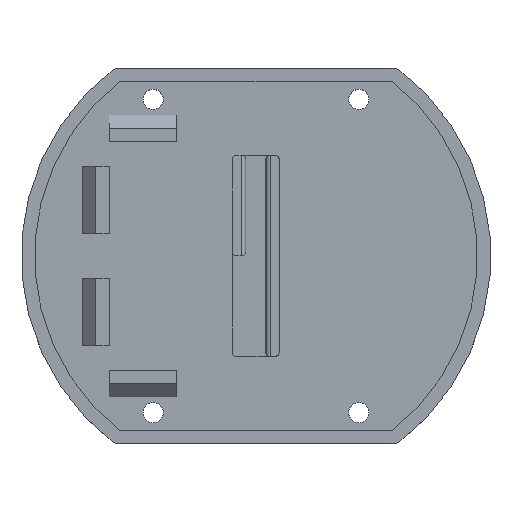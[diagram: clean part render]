
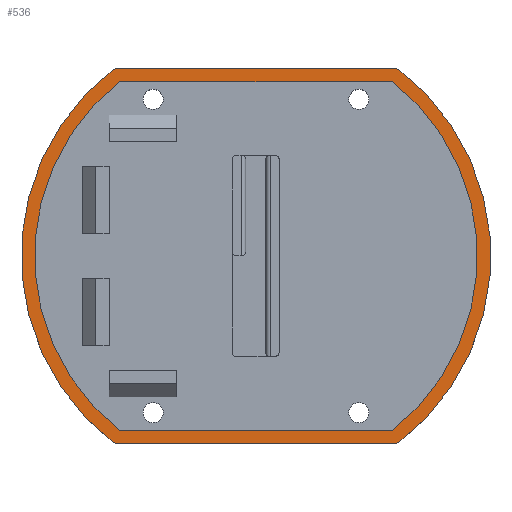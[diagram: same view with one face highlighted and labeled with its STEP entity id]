
A CAD part, top view. The second image highlights one B-rep face of the part: STEP entity #536.
In plain terms, the highlighted face is planar.
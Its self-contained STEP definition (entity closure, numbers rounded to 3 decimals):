
#2 = CARTESIAN_POINT ( 'NONE',  ( 31.5, 6., -42. ) ) ;
#25 = VERTEX_POINT ( 'NONE', #1630 ) ;
#99 = VERTEX_POINT ( 'NONE', #658 ) ;
#137 = DIRECTION ( 'NONE',  ( -1., 0., 0. ) ) ;
#141 = VECTOR ( 'NONE', #1773, 1000. ) ;
#142 = AXIS2_PLACEMENT_3D ( 'NONE', #631, #1686, #749 ) ;
#148 = VERTEX_POINT ( 'NONE', #506 ) ;
#187 = VECTOR ( 'NONE', #1119, 1000. ) ;
#245 = VECTOR ( 'NONE', #137, 1000. ) ;
#273 = ORIENTED_EDGE ( 'NONE', *, *, #1766, .T. ) ;
#281 = DIRECTION ( 'NONE',  ( 0., 1., 0. ) ) ;
#375 = DIRECTION ( 'NONE',  ( -1., 0., 0. ) ) ;
#386 = EDGE_LOOP ( 'NONE', ( #827, #1594, #1374, #1735 ) ) ;
#453 = DIRECTION ( 'NONE',  ( 0., 0., 1. ) ) ;
#462 = CARTESIAN_POINT ( 'NONE',  ( -31.5, 6., 42. ) ) ;
#506 = CARTESIAN_POINT ( 'NONE',  ( 30.484, 6., 39. ) ) ;
#536 = ADVANCED_FACE ( 'NONE', ( #1062, #1835 ), #1807, .T. ) ;
#541 = CIRCLE ( 'NONE', #1549, 49.5 ) ;
#582 = LINE ( 'NONE', #1134, #1330 ) ;
#583 = ORIENTED_EDGE ( 'NONE', *, *, #1675, .T. ) ;
#593 = VERTEX_POINT ( 'NONE', #1099 ) ;
#631 = CARTESIAN_POINT ( 'NONE',  ( 0., 6., 0. ) ) ;
#658 = CARTESIAN_POINT ( 'NONE',  ( -31.5, 6., -42. ) ) ;
#662 = VERTEX_POINT ( 'NONE', #1163 ) ;
#749 = DIRECTION ( 'NONE',  ( 0., 0., 1. ) ) ;
#801 = CIRCLE ( 'NONE', #1116, 52.5 ) ;
#827 = ORIENTED_EDGE ( 'NONE', *, *, #1786, .F. ) ;
#833 = ORIENTED_EDGE ( 'NONE', *, *, #1254, .T. ) ;
#861 = EDGE_LOOP ( 'NONE', ( #583, #273, #1697, #833 ) ) ;
#978 = CIRCLE ( 'NONE', #1747, 49.5 ) ;
#982 = LINE ( 'NONE', #2, #245 ) ;
#1032 = CARTESIAN_POINT ( 'NONE',  ( 0., 6., 0. ) ) ;
#1062 = FACE_OUTER_BOUND ( 'NONE', #861, .T. ) ;
#1067 = DIRECTION ( 'NONE',  ( 0., 0., 1. ) ) ;
#1073 = AXIS2_PLACEMENT_3D ( 'NONE', #1344, #1656, #1067 ) ;
#1087 = VERTEX_POINT ( 'NONE', #1564 ) ;
#1099 = CARTESIAN_POINT ( 'NONE',  ( 31.5, 6., 42. ) ) ;
#1116 = AXIS2_PLACEMENT_3D ( 'NONE', #1253, #1615, #453 ) ;
#1119 = DIRECTION ( 'NONE',  ( 1., 0., 0. ) ) ;
#1121 = DIRECTION ( 'NONE',  ( 0., 0., 1. ) ) ;
#1134 = CARTESIAN_POINT ( 'NONE',  ( 30.484, 6., -39. ) ) ;
#1163 = CARTESIAN_POINT ( 'NONE',  ( -30.484, 6., 39. ) ) ;
#1253 = CARTESIAN_POINT ( 'NONE',  ( 0., 6., 0. ) ) ;
#1254 = EDGE_CURVE ( 'NONE', #1087, #99, #982, .T. ) ;
#1273 = EDGE_CURVE ( 'NONE', #593, #1087, #1284, .T. ) ;
#1284 = CIRCLE ( 'NONE', #1073, 52.5 ) ;
#1330 = VECTOR ( 'NONE', #375, 1000. ) ;
#1344 = CARTESIAN_POINT ( 'NONE',  ( 0., 6., 0. ) ) ;
#1372 = LINE ( 'NONE', #1580, #187 ) ;
#1374 = ORIENTED_EDGE ( 'NONE', *, *, #1823, .F. ) ;
#1431 = CARTESIAN_POINT ( 'NONE',  ( -30.484, 6., 39. ) ) ;
#1461 = VERTEX_POINT ( 'NONE', #1890 ) ;
#1493 = CARTESIAN_POINT ( 'NONE',  ( 0., 6., 0. ) ) ;
#1549 = AXIS2_PLACEMENT_3D ( 'NONE', #1493, #281, #1781 ) ;
#1564 = CARTESIAN_POINT ( 'NONE',  ( 31.5, 6., -42. ) ) ;
#1580 = CARTESIAN_POINT ( 'NONE',  ( -31.5, 6., 42. ) ) ;
#1594 = ORIENTED_EDGE ( 'NONE', *, *, #1804, .F. ) ;
#1615 = DIRECTION ( 'NONE',  ( 0., 1., 0. ) ) ;
#1630 = CARTESIAN_POINT ( 'NONE',  ( -30.484, 6., -39. ) ) ;
#1656 = DIRECTION ( 'NONE',  ( 0., 1., 0. ) ) ;
#1673 = DIRECTION ( 'NONE',  ( 0., 1., 0. ) ) ;
#1675 = EDGE_CURVE ( 'NONE', #99, #1681, #801, .T. ) ;
#1681 = VERTEX_POINT ( 'NONE', #462 ) ;
#1684 = LINE ( 'NONE', #1431, #141 ) ;
#1686 = DIRECTION ( 'NONE',  ( 0., 1., 0. ) ) ;
#1697 = ORIENTED_EDGE ( 'NONE', *, *, #1273, .T. ) ;
#1735 = ORIENTED_EDGE ( 'NONE', *, *, #1825, .F. ) ;
#1747 = AXIS2_PLACEMENT_3D ( 'NONE', #1032, #1673, #1121 ) ;
#1766 = EDGE_CURVE ( 'NONE', #1681, #593, #1372, .T. ) ;
#1773 = DIRECTION ( 'NONE',  ( 1., 0., 0. ) ) ;
#1781 = DIRECTION ( 'NONE',  ( 0., 0., 1. ) ) ;
#1786 = EDGE_CURVE ( 'NONE', #1461, #25, #582, .T. ) ;
#1804 = EDGE_CURVE ( 'NONE', #148, #1461, #978, .T. ) ;
#1807 = PLANE ( 'NONE',  #142 ) ;
#1823 = EDGE_CURVE ( 'NONE', #662, #148, #1684, .T. ) ;
#1825 = EDGE_CURVE ( 'NONE', #25, #662, #541, .T. ) ;
#1835 = FACE_BOUND ( 'NONE', #386, .T. ) ;
#1890 = CARTESIAN_POINT ( 'NONE',  ( 30.484, 6., -39. ) ) ;
